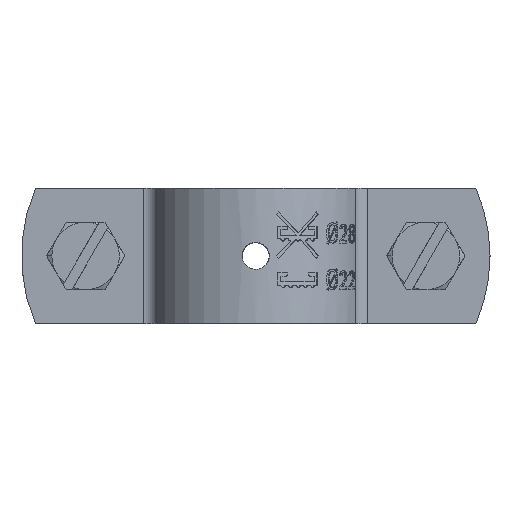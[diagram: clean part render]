
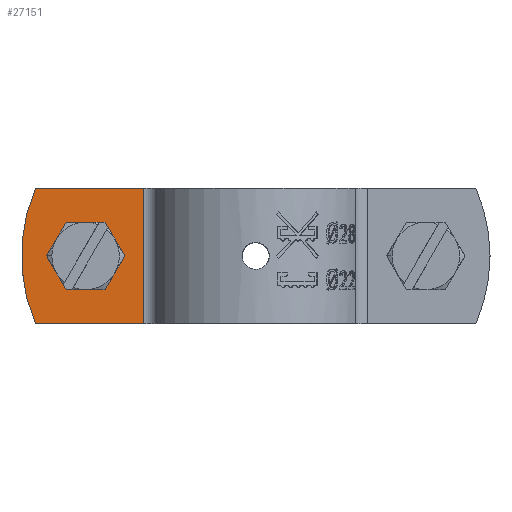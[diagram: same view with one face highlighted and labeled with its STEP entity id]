
A CAD part, top view. The second image highlights one B-rep face of the part: STEP entity #27151.
In plain terms, the highlighted planar face has unit normal (0, 0, 1).
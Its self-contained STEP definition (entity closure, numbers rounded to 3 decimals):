
#400 = DIRECTION ( 'NONE',  ( 0., 0., 1. ) ) ;
#823 = ORIENTED_EDGE ( 'NONE', *, *, #11820, .F. ) ;
#1874 = DIRECTION ( 'NONE',  ( 1., 0., 0. ) ) ;
#1948 = CARTESIAN_POINT ( 'NONE',  ( -25.175, 0., 5. ) ) ;
#1995 = AXIS2_PLACEMENT_3D ( 'NONE', #1948, #12662, #10339 ) ;
#2826 = VERTEX_POINT ( 'NONE', #9263 ) ;
#3480 = EDGE_CURVE ( 'NONE', #24006, #4821, #18616, .T. ) ;
#3704 = VECTOR ( 'NONE', #25391, 1000. ) ;
#4045 = CARTESIAN_POINT ( 'NONE',  ( -32.588, -10., 5. ) ) ;
#4453 = CARTESIAN_POINT ( 'NONE',  ( -20.675, 0., 5. ) ) ;
#4527 = CARTESIAN_POINT ( 'NONE',  ( -22.346, -3.5, 5. ) ) ;
#4821 = VERTEX_POINT ( 'NONE', #10228 ) ;
#5376 = EDGE_CURVE ( 'NONE', #26023, #11632, #15345, .T. ) ;
#5393 = DIRECTION ( 'NONE',  ( 0., 0., -1. ) ) ;
#5538 = PLANE ( 'NONE',  #17188 ) ;
#6598 = ORIENTED_EDGE ( 'NONE', *, *, #23095, .F. ) ;
#6755 = EDGE_CURVE ( 'NONE', #4821, #26023, #22920, .T. ) ;
#7085 = DIRECTION ( 'NONE',  ( 1., 0., 0. ) ) ;
#7206 = DIRECTION ( 'NONE',  ( 1., 0., 0. ) ) ;
#7541 = EDGE_LOOP ( 'NONE', ( #19386, #18397, #16517, #10513 ) ) ;
#7781 = EDGE_CURVE ( 'NONE', #2826, #17598, #24818, .T. ) ;
#8156 = VECTOR ( 'NONE', #18502, 1000. ) ;
#8480 = DIRECTION ( 'NONE',  ( 0., 0., 1. ) ) ;
#9169 = LINE ( 'NONE', #25934, #15751 ) ;
#9263 = CARTESIAN_POINT ( 'NONE',  ( -22.346, 3.5, 5. ) ) ;
#9408 = FACE_BOUND ( 'NONE', #16237, .T. ) ;
#9671 = FACE_OUTER_BOUND ( 'NONE', #7541, .T. ) ;
#10067 = DIRECTION ( 'NONE',  ( 1., 0., 0. ) ) ;
#10228 = CARTESIAN_POINT ( 'NONE',  ( -32.588, 10., 5. ) ) ;
#10339 = DIRECTION ( 'NONE',  ( 1., 0., 0. ) ) ;
#10513 = ORIENTED_EDGE ( 'NONE', *, *, #5376, .F. ) ;
#11165 = CARTESIAN_POINT ( 'NONE',  ( -28.003, 3.5, 5. ) ) ;
#11632 = VERTEX_POINT ( 'NONE', #21843 ) ;
#11820 = EDGE_CURVE ( 'NONE', #16142, #2826, #13886, .T. ) ;
#12662 = DIRECTION ( 'NONE',  ( 0., 0., 1. ) ) ;
#13168 = CIRCLE ( 'NONE', #20179, 4.5 ) ;
#13886 = CIRCLE ( 'NONE', #1995, 4.5 ) ;
#13914 = CARTESIAN_POINT ( 'NONE',  ( -9.675, 0., 5. ) ) ;
#14441 = DIRECTION ( 'NONE',  ( 1., 0., 0. ) ) ;
#15212 = DIRECTION ( 'NONE',  ( 0., -1., 0. ) ) ;
#15345 = LINE ( 'NONE', #23711, #23874 ) ;
#15751 = VECTOR ( 'NONE', #7085, 1000. ) ;
#15854 = DIRECTION ( 'NONE',  ( -1., 0., 0. ) ) ;
#16142 = VERTEX_POINT ( 'NONE', #4453 ) ;
#16237 = EDGE_LOOP ( 'NONE', ( #17931, #823, #18473, #21562, #6598 ) ) ;
#16517 = ORIENTED_EDGE ( 'NONE', *, *, #25456, .T. ) ;
#16858 = CARTESIAN_POINT ( 'NONE',  ( -16.583, 10., 5. ) ) ;
#16953 = VERTEX_POINT ( 'NONE', #4527 ) ;
#17188 = AXIS2_PLACEMENT_3D ( 'NONE', #26437, #19980, #15854 ) ;
#17598 = VERTEX_POINT ( 'NONE', #11165 ) ;
#17652 = LINE ( 'NONE', #23969, #20219 ) ;
#17931 = ORIENTED_EDGE ( 'NONE', *, *, #7781, .F. ) ;
#18397 = ORIENTED_EDGE ( 'NONE', *, *, #3480, .F. ) ;
#18473 = ORIENTED_EDGE ( 'NONE', *, *, #25767, .F. ) ;
#18502 = DIRECTION ( 'NONE',  ( -1., 0., 0. ) ) ;
#18616 = CIRCLE ( 'NONE', #26072, 25. ) ;
#19386 = ORIENTED_EDGE ( 'NONE', *, *, #6755, .F. ) ;
#19980 = DIRECTION ( 'NONE',  ( 0., 0., -1. ) ) ;
#20179 = AXIS2_PLACEMENT_3D ( 'NONE', #20704, #8480, #1874 ) ;
#20219 = VECTOR ( 'NONE', #7206, 1000. ) ;
#20448 = EDGE_CURVE ( 'NONE', #23977, #16953, #9169, .T. ) ;
#20704 = CARTESIAN_POINT ( 'NONE',  ( -25.175, 0., 5. ) ) ;
#21273 = CARTESIAN_POINT ( 'NONE',  ( -34.675, 10., 5. ) ) ;
#21562 = ORIENTED_EDGE ( 'NONE', *, *, #20448, .F. ) ;
#21843 = CARTESIAN_POINT ( 'NONE',  ( -16.583, -10., 5. ) ) ;
#22438 = AXIS2_PLACEMENT_3D ( 'NONE', #26819, #400, #14441 ) ;
#22756 = CARTESIAN_POINT ( 'NONE',  ( -28.003, 3.5, 5. ) ) ;
#22920 = LINE ( 'NONE', #21273, #3704 ) ;
#23095 = EDGE_CURVE ( 'NONE', #17598, #23977, #13168, .T. ) ;
#23711 = CARTESIAN_POINT ( 'NONE',  ( -16.583, 10., 5. ) ) ;
#23874 = VECTOR ( 'NONE', #15212, 1000. ) ;
#23969 = CARTESIAN_POINT ( 'NONE',  ( -34.675, -10., 5. ) ) ;
#23977 = VERTEX_POINT ( 'NONE', #25210 ) ;
#24006 = VERTEX_POINT ( 'NONE', #4045 ) ;
#24173 = CIRCLE ( 'NONE', #22438, 4.5 ) ;
#24818 = LINE ( 'NONE', #22756, #8156 ) ;
#25210 = CARTESIAN_POINT ( 'NONE',  ( -28.003, -3.5, 5. ) ) ;
#25391 = DIRECTION ( 'NONE',  ( 1., 0., 0. ) ) ;
#25456 = EDGE_CURVE ( 'NONE', #24006, #11632, #17652, .T. ) ;
#25767 = EDGE_CURVE ( 'NONE', #16953, #16142, #24173, .T. ) ;
#25934 = CARTESIAN_POINT ( 'NONE',  ( -22.346, -3.5, 5. ) ) ;
#26023 = VERTEX_POINT ( 'NONE', #16858 ) ;
#26072 = AXIS2_PLACEMENT_3D ( 'NONE', #13914, #5393, #10067 ) ;
#26437 = CARTESIAN_POINT ( 'NONE',  ( -34.675, 10., 5. ) ) ;
#26819 = CARTESIAN_POINT ( 'NONE',  ( -25.175, 0., 5. ) ) ;
#27151 = ADVANCED_FACE ( 'NONE', ( #9408, #9671 ), #5538, .F. ) ;
